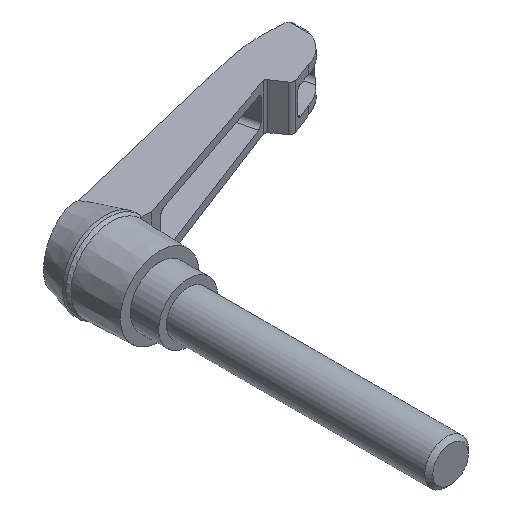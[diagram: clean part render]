
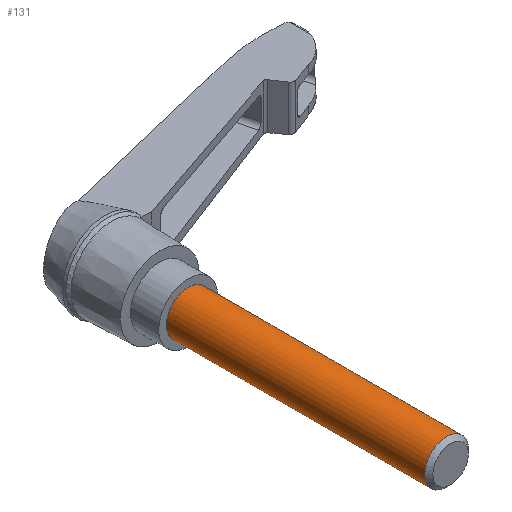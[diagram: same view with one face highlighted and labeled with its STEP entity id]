
A CAD part, isometric view. The second image highlights one B-rep face of the part: STEP entity #131.
In plain terms, the highlighted cylindrical face has radius 5 mm (diameter 10 mm), a full revolution.
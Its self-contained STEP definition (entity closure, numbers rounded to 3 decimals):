
#131 = ADVANCED_FACE( '', ( #327, #328 ), #329, .T. );
#327 = FACE_OUTER_BOUND( '', #593, .T. );
#328 = FACE_OUTER_BOUND( '', #594, .T. );
#329 = CYLINDRICAL_SURFACE( '', #595, 5. );
#593 = EDGE_LOOP( '', ( #923 ) );
#594 = EDGE_LOOP( '', ( #924 ) );
#595 = AXIS2_PLACEMENT_3D( '', #925, #926, #927 );
#923 = ORIENTED_EDGE( '', *, *, #1649, .F. );
#924 = ORIENTED_EDGE( '', *, *, #1650, .T. );
#925 = CARTESIAN_POINT( '', ( 0., -60., 0. ) );
#926 = DIRECTION( '', ( 0., 1., 0. ) );
#927 = DIRECTION( '', ( 0., 0., -1. ) );
#1649 = EDGE_CURVE( '', #2003, #2003, #2004, .T. );
#1650 = EDGE_CURVE( '', #2005, #2005, #2006, .F. );
#2003 = VERTEX_POINT( '', #2537 );
#2004 = CIRCLE( '', #2538, 5. );
#2005 = VERTEX_POINT( '', #2539 );
#2006 = CIRCLE( '', #2540, 5. );
#2537 = CARTESIAN_POINT( '', ( 0., -59.08, -5. ) );
#2538 = AXIS2_PLACEMENT_3D( '', #3124, #3125, #3126 );
#2539 = CARTESIAN_POINT( '', ( 0., 0., 5. ) );
#2540 = AXIS2_PLACEMENT_3D( '', #3127, #3128, #3129 );
#3124 = CARTESIAN_POINT( '', ( 0., -59.08, 0. ) );
#3125 = DIRECTION( '', ( 0., -1., 0. ) );
#3126 = DIRECTION( '', ( 0., 0., -1. ) );
#3127 = CARTESIAN_POINT( '', ( 0., 0., 0. ) );
#3128 = DIRECTION( '', ( 0., 1., 0. ) );
#3129 = DIRECTION( '', ( 0., 0., 1. ) );
